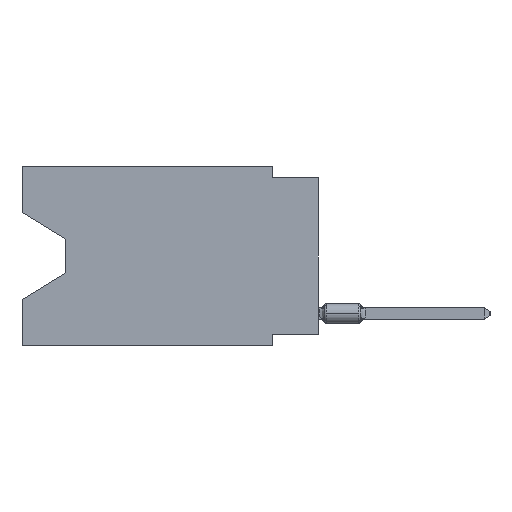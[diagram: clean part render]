
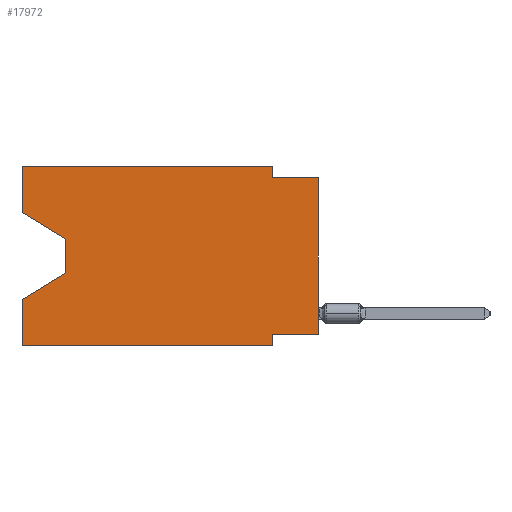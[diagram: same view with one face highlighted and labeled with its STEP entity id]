
A CAD part, left-side view. The second image highlights one B-rep face of the part: STEP entity #17972.
In plain terms, the highlighted planar face has unit normal (-1, 0, 0).
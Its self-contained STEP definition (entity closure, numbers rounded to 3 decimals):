
#326 = EDGE_CURVE ( 'NONE', #29145, #25655, #23038, .T. ) ;
#360 = CARTESIAN_POINT ( 'NONE',  ( 0., 16.383, -2.546 ) ) ;
#424 = CARTESIAN_POINT ( 'NONE',  ( 0., 0., -0.635 ) ) ;
#677 = VERTEX_POINT ( 'NONE', #45264 ) ;
#797 = LINE ( 'NONE', #38510, #40204 ) ;
#1003 = DIRECTION ( 'NONE',  ( 0., 0., -1. ) ) ;
#3165 = LINE ( 'NONE', #18100, #17170 ) ;
#3592 = VERTEX_POINT ( 'NONE', #20334 ) ;
#3998 = VECTOR ( 'NONE', #46873, 1000. ) ;
#5855 = VECTOR ( 'NONE', #32798, 1000. ) ;
#9000 = AXIS2_PLACEMENT_3D ( 'NONE', #17981, #47606, #39789 ) ;
#9504 = LINE ( 'NONE', #19376, #43780 ) ;
#11530 = DIRECTION ( 'NONE',  ( 0., 0.855, -0.519 ) ) ;
#12002 = VERTEX_POINT ( 'NONE', #22242 ) ;
#12416 = CARTESIAN_POINT ( 'NONE',  ( 0., 16.383, -7.36 ) ) ;
#12508 = CARTESIAN_POINT ( 'NONE',  ( 0., 13.97, -4.013 ) ) ;
#12730 = EDGE_CURVE ( 'NONE', #3592, #21107, #36114, .T. ) ;
#13899 = VERTEX_POINT ( 'NONE', #16661 ) ;
#14523 = ORIENTED_EDGE ( 'NONE', *, *, #31784, .F. ) ;
#14671 = ORIENTED_EDGE ( 'NONE', *, *, #45797, .F. ) ;
#15066 = CARTESIAN_POINT ( 'NONE',  ( 0., 2.54, -9.271 ) ) ;
#16076 = ORIENTED_EDGE ( 'NONE', *, *, #17595, .F. ) ;
#16580 = LINE ( 'NONE', #21467, #36232 ) ;
#16617 = LINE ( 'NONE', #41611, #27809 ) ;
#16661 = CARTESIAN_POINT ( 'NONE',  ( 0., 2.54, -9.906 ) ) ;
#16683 = DIRECTION ( 'NONE',  ( 0., 0., -1. ) ) ;
#16753 = CARTESIAN_POINT ( 'NONE',  ( 0., 0., -0.635 ) ) ;
#17170 = VECTOR ( 'NONE', #33048, 1000. ) ;
#17595 = EDGE_CURVE ( 'NONE', #677, #37809, #18998, .T. ) ;
#17903 = ORIENTED_EDGE ( 'NONE', *, *, #25917, .T. ) ;
#17972 = ADVANCED_FACE ( 'NONE', ( #32688 ), #43957, .F. ) ;
#17981 = CARTESIAN_POINT ( 'NONE',  ( 0., 16.383, 0. ) ) ;
#18100 = CARTESIAN_POINT ( 'NONE',  ( 0., 16.383, 0. ) ) ;
#18968 = EDGE_CURVE ( 'NONE', #677, #13899, #16617, .T. ) ;
#18998 = LINE ( 'NONE', #36715, #5855 ) ;
#19376 = CARTESIAN_POINT ( 'NONE',  ( 0., 16.383, -2.546 ) ) ;
#20162 = CARTESIAN_POINT ( 'NONE',  ( 0., 2.54, 0. ) ) ;
#20334 = CARTESIAN_POINT ( 'NONE',  ( 0., 0., -9.271 ) ) ;
#20749 = ORIENTED_EDGE ( 'NONE', *, *, #48326, .F. ) ;
#21107 = VERTEX_POINT ( 'NONE', #15066 ) ;
#21423 = CARTESIAN_POINT ( 'NONE',  ( 0., 0., -9.271 ) ) ;
#21467 = CARTESIAN_POINT ( 'NONE',  ( 0., 16.383, 0. ) ) ;
#22242 = CARTESIAN_POINT ( 'NONE',  ( 0., 16.383, 0. ) ) ;
#22354 = DIRECTION ( 'NONE',  ( 0., -1., 0. ) ) ;
#23038 = LINE ( 'NONE', #45323, #35599 ) ;
#23295 = DIRECTION ( 'NONE',  ( 0., 0., 1. ) ) ;
#23515 = VERTEX_POINT ( 'NONE', #360 ) ;
#24198 = CARTESIAN_POINT ( 'NONE',  ( 0., 0., 0. ) ) ;
#25028 = VECTOR ( 'NONE', #23295, 1000. ) ;
#25655 = VERTEX_POINT ( 'NONE', #26590 ) ;
#25917 = EDGE_CURVE ( 'NONE', #47629, #37809, #40955, .T. ) ;
#26590 = CARTESIAN_POINT ( 'NONE',  ( 0., 2.54, -0.635 ) ) ;
#26731 = LINE ( 'NONE', #24198, #25028 ) ;
#26865 = VECTOR ( 'NONE', #16683, 1000. ) ;
#27133 = DIRECTION ( 'NONE',  ( 0., -1., 0. ) ) ;
#27191 = VECTOR ( 'NONE', #11530, 1000. ) ;
#27809 = VECTOR ( 'NONE', #27133, 1000. ) ;
#28015 = VERTEX_POINT ( 'NONE', #424 ) ;
#28688 = VERTEX_POINT ( 'NONE', #38613 ) ;
#29145 = VERTEX_POINT ( 'NONE', #20162 ) ;
#30151 = CARTESIAN_POINT ( 'NONE',  ( 0., 13.97, -5.893 ) ) ;
#30185 = DIRECTION ( 'NONE',  ( 0., 0., -1. ) ) ;
#30394 = EDGE_LOOP ( 'NONE', ( #46462, #35924, #17903, #16076, #39456, #14523, #35747, #33648, #14671, #47713, #31461, #20749 ) ) ;
#31461 = ORIENTED_EDGE ( 'NONE', *, *, #37923, .F. ) ;
#31784 = EDGE_CURVE ( 'NONE', #21107, #13899, #797, .T. ) ;
#32595 = EDGE_CURVE ( 'NONE', #28688, #47629, #46054, .T. ) ;
#32688 = FACE_OUTER_BOUND ( 'NONE', #30394, .T. ) ;
#32798 = DIRECTION ( 'NONE',  ( 0., 0., 1. ) ) ;
#33048 = DIRECTION ( 'NONE',  ( 0., 0., 1. ) ) ;
#33648 = ORIENTED_EDGE ( 'NONE', *, *, #34192, .T. ) ;
#34108 = EDGE_CURVE ( 'NONE', #23515, #28688, #9504, .T. ) ;
#34192 = EDGE_CURVE ( 'NONE', #3592, #28015, #26731, .T. ) ;
#35599 = VECTOR ( 'NONE', #1003, 1000. ) ;
#35747 = ORIENTED_EDGE ( 'NONE', *, *, #12730, .F. ) ;
#35924 = ORIENTED_EDGE ( 'NONE', *, *, #32595, .T. ) ;
#36114 = LINE ( 'NONE', #21423, #3998 ) ;
#36232 = VECTOR ( 'NONE', #22354, 1000. ) ;
#36342 = LINE ( 'NONE', #16753, #37498 ) ;
#36715 = CARTESIAN_POINT ( 'NONE',  ( 0., 16.383, 0. ) ) ;
#37498 = VECTOR ( 'NONE', #46613, 1000. ) ;
#37809 = VERTEX_POINT ( 'NONE', #12416 ) ;
#37923 = EDGE_CURVE ( 'NONE', #12002, #29145, #16580, .T. ) ;
#38510 = CARTESIAN_POINT ( 'NONE',  ( 0., 2.54, -9.906 ) ) ;
#38613 = CARTESIAN_POINT ( 'NONE',  ( 0., 13.97, -4.013 ) ) ;
#39456 = ORIENTED_EDGE ( 'NONE', *, *, #18968, .T. ) ;
#39789 = DIRECTION ( 'NONE',  ( 0., 0., -1. ) ) ;
#40204 = VECTOR ( 'NONE', #30185, 1000. ) ;
#40955 = LINE ( 'NONE', #30151, #27191 ) ;
#41611 = CARTESIAN_POINT ( 'NONE',  ( 0., 16.383, -9.906 ) ) ;
#43324 = DIRECTION ( 'NONE',  ( 0., -0.855, -0.519 ) ) ;
#43780 = VECTOR ( 'NONE', #43324, 1000. ) ;
#43957 = PLANE ( 'NONE',  #9000 ) ;
#45264 = CARTESIAN_POINT ( 'NONE',  ( 0., 16.383, -9.906 ) ) ;
#45308 = CARTESIAN_POINT ( 'NONE',  ( 0., 13.97, -5.893 ) ) ;
#45323 = CARTESIAN_POINT ( 'NONE',  ( 0., 2.54, 0. ) ) ;
#45797 = EDGE_CURVE ( 'NONE', #25655, #28015, #36342, .T. ) ;
#46054 = LINE ( 'NONE', #12508, #26865 ) ;
#46462 = ORIENTED_EDGE ( 'NONE', *, *, #34108, .T. ) ;
#46613 = DIRECTION ( 'NONE',  ( 0., -1., 0. ) ) ;
#46873 = DIRECTION ( 'NONE',  ( 0., 1., 0. ) ) ;
#47606 = DIRECTION ( 'NONE',  ( 1., 0., 0. ) ) ;
#47629 = VERTEX_POINT ( 'NONE', #45308 ) ;
#47713 = ORIENTED_EDGE ( 'NONE', *, *, #326, .F. ) ;
#48326 = EDGE_CURVE ( 'NONE', #23515, #12002, #3165, .T. ) ;
